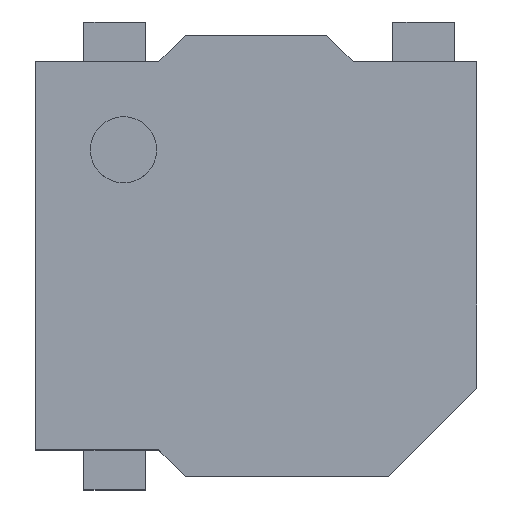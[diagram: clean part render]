
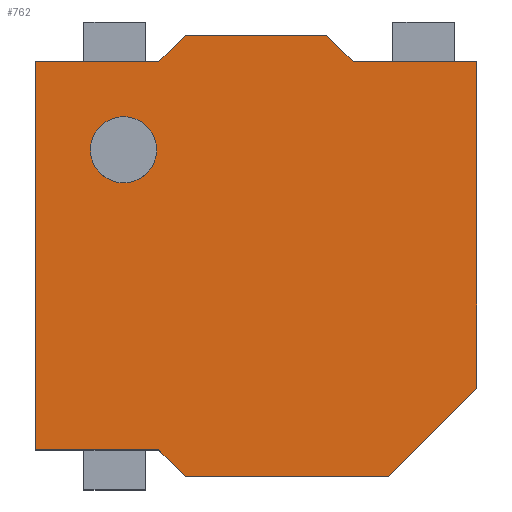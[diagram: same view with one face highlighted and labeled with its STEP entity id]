
A CAD part, top view. The second image highlights one B-rep face of the part: STEP entity #762.
In plain terms, the highlighted planar face has unit normal (0, 0, 1).
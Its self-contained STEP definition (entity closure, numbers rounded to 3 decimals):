
#15=FACE_BOUND('',#102,.T.);
#21=CIRCLE('',#788,0.375);
#62=FACE_OUTER_BOUND('',#101,.T.);
#101=EDGE_LOOP('',(#657,#658,#659,#660,#661,#662,#663,#664,#665,#666,#667));
#102=EDGE_LOOP('',(#668));
#131=LINE('',#1081,#227);
#181=LINE('',#1181,#277);
#183=LINE('',#1185,#279);
#185=LINE('',#1189,#281);
#187=LINE('',#1193,#283);
#189=LINE('',#1197,#285);
#191=LINE('',#1201,#287);
#193=LINE('',#1205,#289);
#195=LINE('',#1209,#291);
#197=LINE('',#1212,#293);
#198=LINE('',#1214,#294);
#227=VECTOR('',#891,10.);
#277=VECTOR('',#969,10.);
#279=VECTOR('',#973,10.);
#281=VECTOR('',#977,10.);
#283=VECTOR('',#981,10.);
#285=VECTOR('',#985,10.);
#287=VECTOR('',#989,10.);
#289=VECTOR('',#993,10.);
#291=VECTOR('',#997,10.);
#293=VECTOR('',#1001,10.);
#294=VECTOR('',#1004,10.);
#304=VERTEX_POINT('',#1036);
#318=VERTEX_POINT('',#1078);
#319=VERTEX_POINT('',#1080);
#354=VERTEX_POINT('',#1178);
#355=VERTEX_POINT('',#1180);
#356=VERTEX_POINT('',#1184);
#357=VERTEX_POINT('',#1188);
#358=VERTEX_POINT('',#1192);
#359=VERTEX_POINT('',#1196);
#360=VERTEX_POINT('',#1200);
#361=VERTEX_POINT('',#1204);
#362=VERTEX_POINT('',#1208);
#377=EDGE_CURVE('',#304,#304,#21,.T.);
#397=EDGE_CURVE('',#319,#318,#131,.T.);
#447=EDGE_CURVE('',#355,#354,#181,.T.);
#449=EDGE_CURVE('',#356,#355,#183,.T.);
#451=EDGE_CURVE('',#357,#356,#185,.T.);
#453=EDGE_CURVE('',#358,#357,#187,.T.);
#455=EDGE_CURVE('',#359,#358,#189,.T.);
#457=EDGE_CURVE('',#360,#359,#191,.T.);
#459=EDGE_CURVE('',#361,#360,#193,.T.);
#461=EDGE_CURVE('',#362,#361,#195,.T.);
#463=EDGE_CURVE('',#318,#362,#197,.T.);
#464=EDGE_CURVE('',#354,#319,#198,.T.);
#657=ORIENTED_EDGE('',*,*,#464,.T.);
#658=ORIENTED_EDGE('',*,*,#397,.T.);
#659=ORIENTED_EDGE('',*,*,#463,.T.);
#660=ORIENTED_EDGE('',*,*,#461,.T.);
#661=ORIENTED_EDGE('',*,*,#459,.T.);
#662=ORIENTED_EDGE('',*,*,#457,.T.);
#663=ORIENTED_EDGE('',*,*,#455,.T.);
#664=ORIENTED_EDGE('',*,*,#453,.T.);
#665=ORIENTED_EDGE('',*,*,#451,.T.);
#666=ORIENTED_EDGE('',*,*,#449,.T.);
#667=ORIENTED_EDGE('',*,*,#447,.T.);
#668=ORIENTED_EDGE('',*,*,#377,.T.);
#703=PLANE('',#820);
#762=ADVANCED_FACE('',(#62,#15),#703,.T.);
#788=AXIS2_PLACEMENT_3D('',#1038,#854,#855);
#820=AXIS2_PLACEMENT_3D('',#1215,#1005,#1006);
#854=DIRECTION('center_axis',(0.,0.,-1.));
#855=DIRECTION('ref_axis',(1.,0.,0.));
#891=DIRECTION('',(1.,0.,0.));
#969=DIRECTION('',(-1.,0.,0.));
#973=DIRECTION('',(-0.707,-0.707,0.));
#977=DIRECTION('',(-1.,0.,0.));
#981=DIRECTION('',(-0.707,0.707,0.));
#985=DIRECTION('',(-1.,0.,0.));
#989=DIRECTION('',(0.,1.,0.));
#993=DIRECTION('',(0.707,0.707,0.));
#997=DIRECTION('',(1.,0.,0.));
#1001=DIRECTION('',(0.707,-0.707,0.));
#1004=DIRECTION('',(0.,-1.,0.));
#1005=DIRECTION('center_axis',(0.,0.,1.));
#1006=DIRECTION('ref_axis',(-1.,0.,0.));
#1036=CARTESIAN_POINT('',(-1.375,1.4,2.3));
#1038=CARTESIAN_POINT('Origin',(-1.,1.4,2.3));
#1078=CARTESIAN_POINT('',(-0.6,-2.,2.3));
#1080=CARTESIAN_POINT('',(-2.,-2.,2.3));
#1081=CARTESIAN_POINT('',(-2.,-2.,2.3));
#1178=CARTESIAN_POINT('',(-2.,2.4,2.3));
#1180=CARTESIAN_POINT('',(-0.6,2.4,2.3));
#1181=CARTESIAN_POINT('',(-2.,2.4,2.3));
#1184=CARTESIAN_POINT('',(-0.3,2.7,2.3));
#1185=CARTESIAN_POINT('',(-0.6,2.4,2.3));
#1188=CARTESIAN_POINT('',(1.3,2.7,2.3));
#1189=CARTESIAN_POINT('',(-2.,2.7,2.3));
#1192=CARTESIAN_POINT('',(1.6,2.4,2.3));
#1193=CARTESIAN_POINT('',(1.6,2.4,2.3));
#1196=CARTESIAN_POINT('',(3.,2.4,2.3));
#1197=CARTESIAN_POINT('',(3.,2.4,2.3));
#1200=CARTESIAN_POINT('',(3.,-1.3,2.3));
#1201=CARTESIAN_POINT('',(3.,2.7,2.3));
#1204=CARTESIAN_POINT('',(2.,-2.3,2.3));
#1205=CARTESIAN_POINT('',(2.,-2.3,2.3));
#1208=CARTESIAN_POINT('',(-0.3,-2.3,2.3));
#1209=CARTESIAN_POINT('',(3.,-2.3,2.3));
#1212=CARTESIAN_POINT('',(-0.6,-2.,2.3));
#1214=CARTESIAN_POINT('',(-2.,-2.3,2.3));
#1215=CARTESIAN_POINT('Origin',(0.5,0.2,2.3));
